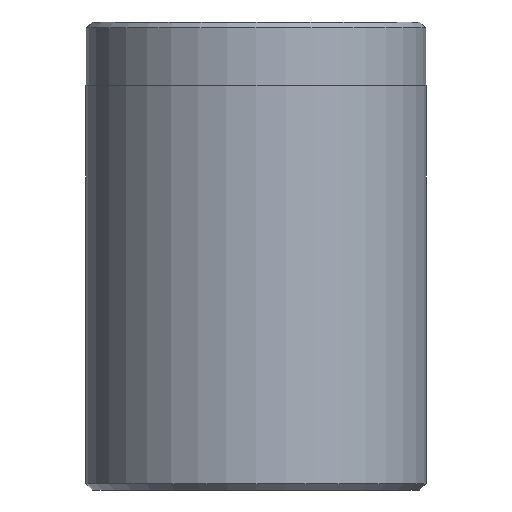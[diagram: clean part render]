
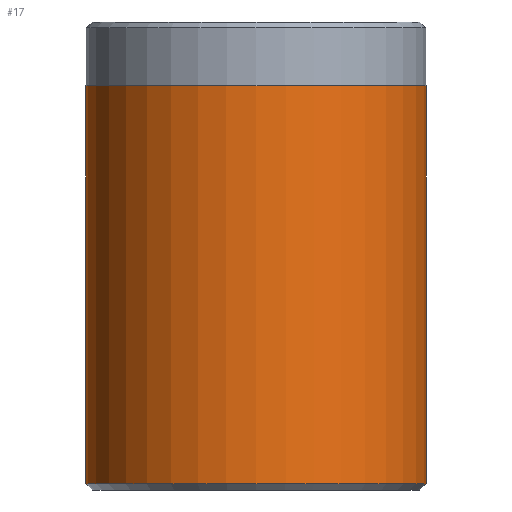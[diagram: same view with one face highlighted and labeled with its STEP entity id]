
A CAD part, front view. The second image highlights one B-rep face of the part: STEP entity #17.
In plain terms, the highlighted cylindrical face has radius 8 mm (diameter 16 mm), a partial arc.
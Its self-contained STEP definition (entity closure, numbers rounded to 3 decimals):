
#17 = ADVANCED_FACE ( 'NONE', ( #2040 ), #1097, .T. ) ;
#57 = EDGE_CURVE ( 'NONE', #2267, #454, #748, .T. ) ;
#154 = DIRECTION ( 'NONE',  ( 1., 0., 0. ) ) ;
#311 = CARTESIAN_POINT ( 'NONE',  ( 0., 0., 0.3 ) ) ;
#347 = CARTESIAN_POINT ( 'NONE',  ( -8., 0., 22. ) ) ;
#395 = ORIENTED_EDGE ( 'NONE', *, *, #2281, .T. ) ;
#445 = VECTOR ( 'NONE', #1299, 1000. ) ;
#449 = DIRECTION ( 'NONE',  ( -1., 0., 0. ) ) ;
#454 = VERTEX_POINT ( 'NONE', #1784 ) ;
#514 = CARTESIAN_POINT ( 'NONE',  ( -8., 0., 19. ) ) ;
#604 = CIRCLE ( 'NONE', #1037, 8. ) ;
#621 = CIRCLE ( 'NONE', #795, 8. ) ;
#671 = EDGE_LOOP ( 'NONE', ( #1805, #1763, #395, #876 ) ) ;
#748 = LINE ( 'NONE', #1675, #1983 ) ;
#795 = AXIS2_PLACEMENT_3D ( 'NONE', #311, #1122, #154 ) ;
#876 = ORIENTED_EDGE ( 'NONE', *, *, #1436, .T. ) ;
#928 = CARTESIAN_POINT ( 'NONE',  ( 0., 0., 19. ) ) ;
#1037 = AXIS2_PLACEMENT_3D ( 'NONE', #928, #1832, #2170 ) ;
#1097 = CYLINDRICAL_SURFACE ( 'NONE', #2241, 8. ) ;
#1121 = CARTESIAN_POINT ( 'NONE',  ( -8., 0., 0.3 ) ) ;
#1122 = DIRECTION ( 'NONE',  ( 0., 0., 1. ) ) ;
#1124 = EDGE_CURVE ( 'NONE', #1228, #2267, #604, .T. ) ;
#1187 = LINE ( 'NONE', #347, #445 ) ;
#1228 = VERTEX_POINT ( 'NONE', #514 ) ;
#1299 = DIRECTION ( 'NONE',  ( 0., 0., -1. ) ) ;
#1436 = EDGE_CURVE ( 'NONE', #2172, #454, #621, .T. ) ;
#1585 = CARTESIAN_POINT ( 'NONE',  ( 8., 0., 19. ) ) ;
#1675 = CARTESIAN_POINT ( 'NONE',  ( 8., 0., 22. ) ) ;
#1696 = CARTESIAN_POINT ( 'NONE',  ( 0., 0., 22. ) ) ;
#1720 = DIRECTION ( 'NONE',  ( 0., 0., -1. ) ) ;
#1763 = ORIENTED_EDGE ( 'NONE', *, *, #1124, .F. ) ;
#1784 = CARTESIAN_POINT ( 'NONE',  ( 8., 0., 0.3 ) ) ;
#1805 = ORIENTED_EDGE ( 'NONE', *, *, #57, .F. ) ;
#1832 = DIRECTION ( 'NONE',  ( 0., 0., 1. ) ) ;
#1983 = VECTOR ( 'NONE', #2212, 1000. ) ;
#2040 = FACE_OUTER_BOUND ( 'NONE', #671, .T. ) ;
#2170 = DIRECTION ( 'NONE',  ( 1., 0., 0. ) ) ;
#2172 = VERTEX_POINT ( 'NONE', #1121 ) ;
#2212 = DIRECTION ( 'NONE',  ( 0., 0., -1. ) ) ;
#2241 = AXIS2_PLACEMENT_3D ( 'NONE', #1696, #1720, #449 ) ;
#2267 = VERTEX_POINT ( 'NONE', #1585 ) ;
#2281 = EDGE_CURVE ( 'NONE', #1228, #2172, #1187, .T. ) ;
